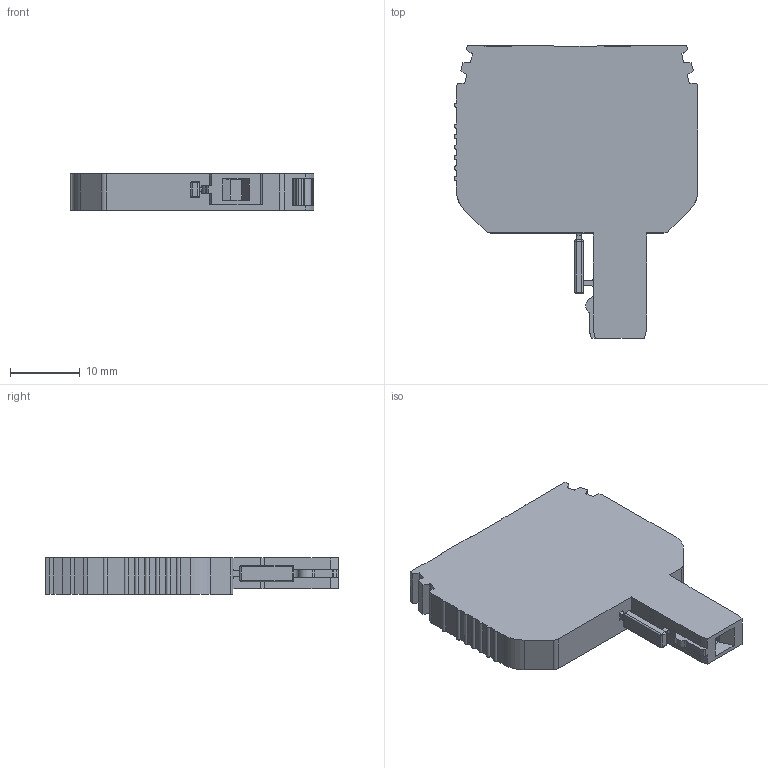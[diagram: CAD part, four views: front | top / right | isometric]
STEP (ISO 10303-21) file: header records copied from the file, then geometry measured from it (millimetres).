
FILE_DESCRIPTION (( 'STEP AP214' ), '1' );
FILE_NAME ('310569_SG_PT 2.5DB_1_Grey.STEP', '2017-09-29T13:36:44', ( '' ), ( '' ), 'SwSTEP 2.0', 'SolidWorks 2017', '' );
FILE_SCHEMA (( 'AUTOMOTIVE_DESIGN' ));
Length unit declared in the file: millimetre
Products named in the file (1): 310569_SG_PT 2.5DB_1_Grey
Bounding box: 34.9 x 41.9 x 5.2 mm (x, y, z)
Volume: 4978.7 mm3; surface area: 2997.5 mm2
Topology: 1 solids, 1 shells, 218 faces, 607 edges, 390 vertices
Faces by surface type: plane 145, cylinder 65, bspline 8
Entity records: 6997 total; most frequent: CARTESIAN_POINT 1343, ORIENTED_EDGE 1198, DIRECTION 1147, EDGE_CURVE 599, VECTOR 463, LINE 463, VERTEX_POINT 390, AXIS2_PLACEMENT_3D 342
